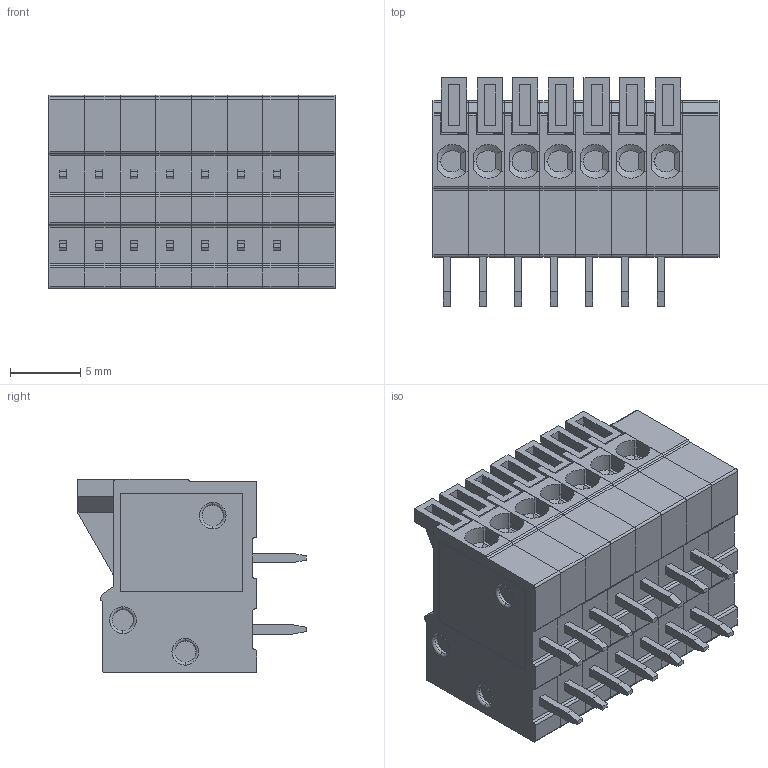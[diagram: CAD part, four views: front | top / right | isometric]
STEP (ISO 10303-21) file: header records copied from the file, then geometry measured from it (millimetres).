
FILE_DESCRIPTION (( 'STEP AP214' ), '1' );
FILE_NAME ('CUI_DEVICES_TBL003-254-07GR-2OR.step', '2019-10-22T10:58:06', ( '' ), ( '' ), 'SwSTEP 2.0', 'SolidWorks 2019', '' );
FILE_SCHEMA (( 'AUTOMOTIVE_DESIGN' ));
Length unit declared in the file: millimetre
Products named in the file (4): TBL003-254 - END CAP_Green; TBL003-254 - BODY_Green; TBL003-254 - PUSH BUTTON_Orange; CUI_DEVICES_TBL003-254-07GR-2OR
Assembly tree (15 placements, depth 2):
  CUI_DEVICES_TBL003-254-07GR-2OR
    TBL003-254 - END CAP_Green
    TBL003-254 - BODY_Green  x7
    TBL003-254 - PUSH BUTTON_Orange  x7
Bounding box: 20.38 x 16.25 x 13.8 mm (x, y, z)
Volume: 2827.9 mm3; surface area: 4257.2 mm2
Topology: 15 solids, 15 shells, 836 faces, 2105 edges, 1373 vertices
Faces by surface type: plane 485, cylinder 253, cone 56, torus 42
Entity records: 7564 total; most frequent: DIRECTION 993, CARTESIAN_POINT 980, ORIENTED_EDGE 910, EDGE_CURVE 455, AXIS2_PLACEMENT_3D 350, VERTEX_POINT 299, VECTOR 293, LINE 293
